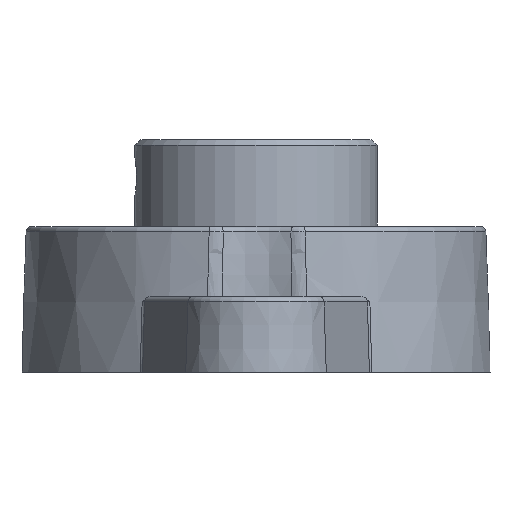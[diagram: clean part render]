
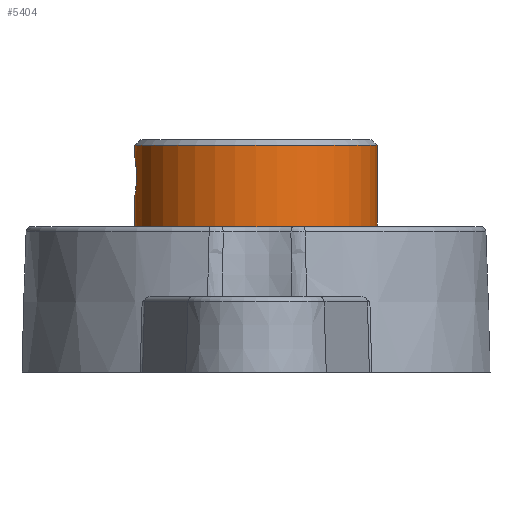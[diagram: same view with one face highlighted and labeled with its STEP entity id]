
A CAD part, left-side view. The second image highlights one B-rep face of the part: STEP entity #5404.
In plain terms, the highlighted cylindrical face has radius 10.9 mm (diameter 21.8 mm), a full revolution.
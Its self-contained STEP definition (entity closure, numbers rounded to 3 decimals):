
#1217=B_SPLINE_CURVE_WITH_KNOTS($,3,(#7487,#7488,#7489,#7490,#7491,#7492,
#7493,#7494,#7495,#7496),.UNSPECIFIED.,.F.,.F.,(4,2,2,2,4),(-0.272,
-0.204,-0.136,-0.068,0.),
 .UNSPECIFIED.);
#1218=B_SPLINE_CURVE_WITH_KNOTS($,3,(#7498,#7499,#7500,#7501,#7502,#7503,
#7504,#7505,#7506,#7507),.UNSPECIFIED.,.F.,.F.,(4,2,2,2,4),(-1.087,
-1.019,-0.951,-0.883,-0.815),
 .UNSPECIFIED.);
#1219=B_SPLINE_CURVE_WITH_KNOTS($,3,(#7509,#7510,#7511,#7512,#7513,#7514,
#7515,#7516,#7517,#7518),.UNSPECIFIED.,.F.,.F.,(4,2,2,2,4),(0.272,
0.34,0.408,0.476,0.544),
 .UNSPECIFIED.);
#1220=B_SPLINE_CURVE_WITH_KNOTS($,3,(#7519,#7520,#7521,#7522,#7523,#7524,
#7525,#7526,#7527,#7528),.UNSPECIFIED.,.F.,.F.,(4,2,2,2,4),(-0.544,
-0.476,-0.408,-0.34,-0.272),
 .UNSPECIFIED.);
#1221=B_SPLINE_CURVE_WITH_KNOTS($,3,(#7533,#7534,#7535,#7536,#7537,#7538,
#7539,#7540,#7541,#7542,#7543,#7544,#7545,#7546,#7547,#7548,#7549,#7550),
 .UNSPECIFIED.,.F.,.F.,(4,2,2,2,2,2,2,2,4),(-1.087,-1.019,
-0.951,-0.883,-0.815,-0.747,
-0.679,-0.611,-0.544),.UNSPECIFIED.);
#1222=B_SPLINE_CURVE_WITH_KNOTS($,3,(#7551,#7552,#7553,#7554,#7555,#7556,
#7557,#7558,#7559,#7560,#7561,#7562,#7563,#7564,#7565,#7566,#7567,#7568),
 .UNSPECIFIED.,.F.,.F.,(4,2,2,2,2,2,2,2,4),(-0.544,-0.476,
-0.408,-0.34,-0.272,-0.204,
-0.136,-0.068,0.),.UNSPECIFIED.);
#1255=CYLINDRICAL_SURFACE($,#5706,10.9);
#1588=FACE_BOUND($,#1654,.T.);
#1589=FACE_BOUND($,#1655,.T.);
#1590=FACE_BOUND($,#1656,.T.);
#1591=FACE_BOUND($,#1657,.T.);
#1654=EDGE_LOOP($,(#3387,#3388,#3389,#3390));
#1655=EDGE_LOOP($,(#3391));
#1656=EDGE_LOOP($,(#3392,#3393));
#1657=EDGE_LOOP($,(#3394));
#2002=CIRCLE($,#5705,10.9);
#2003=CIRCLE($,#5707,10.9);
#2121=VERTEX_POINT($,#7482);
#2122=VERTEX_POINT($,#7485);
#2123=VERTEX_POINT($,#7486);
#2124=VERTEX_POINT($,#7497);
#2125=VERTEX_POINT($,#7508);
#2126=VERTEX_POINT($,#7529);
#2127=VERTEX_POINT($,#7531);
#2128=VERTEX_POINT($,#7532);
#2633=EDGE_CURVE($,#2121,#2121,#2002,.T.);
#2634=EDGE_CURVE($,#2122,#2123,#1217,.T.);
#2635=EDGE_CURVE($,#2123,#2124,#1218,.T.);
#2636=EDGE_CURVE($,#2124,#2125,#1219,.T.);
#2637=EDGE_CURVE($,#2125,#2122,#1220,.T.);
#2638=EDGE_CURVE($,#2126,#2126,#2003,.T.);
#2639=EDGE_CURVE($,#2127,#2128,#1221,.T.);
#2640=EDGE_CURVE($,#2128,#2127,#1222,.T.);
#3387=ORIENTED_EDGE($,*,*,#2634,.T.);
#3388=ORIENTED_EDGE($,*,*,#2635,.T.);
#3389=ORIENTED_EDGE($,*,*,#2636,.T.);
#3390=ORIENTED_EDGE($,*,*,#2637,.T.);
#3391=ORIENTED_EDGE($,*,*,#2638,.F.);
#3392=ORIENTED_EDGE($,*,*,#2639,.T.);
#3393=ORIENTED_EDGE($,*,*,#2640,.T.);
#3394=ORIENTED_EDGE($,*,*,#2633,.T.);
#5404=ADVANCED_FACE($,(#1588,#1589,#1590,#1591),#1255,.T.);
#5705=AXIS2_PLACEMENT_3D($,#7483,#6111,#6112);
#5706=AXIS2_PLACEMENT_3D($,#7484,#6113,#6114);
#5707=AXIS2_PLACEMENT_3D($,#7530,#6115,#6116);
#6111=DIRECTION('center_axis',(0.,0.,-1.));
#6112=DIRECTION('ref_axis',(-1.,0.,0.));
#6113=DIRECTION('center_axis',(0.,0.,-1.));
#6114=DIRECTION('ref_axis',(-1.,0.,0.));
#6115=DIRECTION('center_axis',(0.,0.,-1.));
#6116=DIRECTION('ref_axis',(1.,0.,0.));
#7482=CARTESIAN_POINT('',(-10.9,0.,13.8));
#7483=CARTESIAN_POINT('Origin',(0.,0.,13.8));
#7484=CARTESIAN_POINT('Origin',(0.,0.,14.3));
#7485=CARTESIAN_POINT('',(10.9,0.,9.2));
#7486=CARTESIAN_POINT('',(10.75,-1.8,11.));
#7487=CARTESIAN_POINT('Ctrl Pts',(10.9,0.,9.2));
#7488=CARTESIAN_POINT('Ctrl Pts',(10.9,-0.226,9.2));
#7489=CARTESIAN_POINT('Ctrl Pts',(10.892,-0.468,9.245));
#7490=CARTESIAN_POINT('Ctrl Pts',(10.864,-0.911,9.429));
#7491=CARTESIAN_POINT('Ctrl Pts',(10.844,-1.113,9.568));
#7492=CARTESIAN_POINT('Ctrl Pts',(10.807,-1.432,9.887));
#7493=CARTESIAN_POINT('Ctrl Pts',(10.787,-1.571,10.089));
#7494=CARTESIAN_POINT('Ctrl Pts',(10.758,-1.755,10.532));
#7495=CARTESIAN_POINT('Ctrl Pts',(10.75,-1.8,10.774));
#7496=CARTESIAN_POINT('Ctrl Pts',(10.75,-1.8,11.));
#7497=CARTESIAN_POINT('',(10.9,0.,12.8));
#7498=CARTESIAN_POINT('Ctrl Pts',(10.75,-1.8,11.));
#7499=CARTESIAN_POINT('Ctrl Pts',(10.75,-1.8,11.226));
#7500=CARTESIAN_POINT('Ctrl Pts',(10.758,-1.755,11.468));
#7501=CARTESIAN_POINT('Ctrl Pts',(10.787,-1.571,11.911));
#7502=CARTESIAN_POINT('Ctrl Pts',(10.807,-1.432,12.113));
#7503=CARTESIAN_POINT('Ctrl Pts',(10.844,-1.113,12.432));
#7504=CARTESIAN_POINT('Ctrl Pts',(10.864,-0.911,12.571));
#7505=CARTESIAN_POINT('Ctrl Pts',(10.892,-0.468,12.755));
#7506=CARTESIAN_POINT('Ctrl Pts',(10.9,-0.226,12.8));
#7507=CARTESIAN_POINT('Ctrl Pts',(10.9,0.,12.8));
#7508=CARTESIAN_POINT('',(10.75,1.8,11.));
#7509=CARTESIAN_POINT('Ctrl Pts',(10.9,0.,12.8));
#7510=CARTESIAN_POINT('Ctrl Pts',(10.9,0.226,12.8));
#7511=CARTESIAN_POINT('Ctrl Pts',(10.892,0.468,12.755));
#7512=CARTESIAN_POINT('Ctrl Pts',(10.864,0.911,12.571));
#7513=CARTESIAN_POINT('Ctrl Pts',(10.844,1.113,12.432));
#7514=CARTESIAN_POINT('Ctrl Pts',(10.807,1.432,12.113));
#7515=CARTESIAN_POINT('Ctrl Pts',(10.787,1.571,11.911));
#7516=CARTESIAN_POINT('Ctrl Pts',(10.758,1.755,11.468));
#7517=CARTESIAN_POINT('Ctrl Pts',(10.75,1.8,11.226));
#7518=CARTESIAN_POINT('Ctrl Pts',(10.75,1.8,11.));
#7519=CARTESIAN_POINT('Ctrl Pts',(10.75,1.8,11.));
#7520=CARTESIAN_POINT('Ctrl Pts',(10.75,1.8,10.774));
#7521=CARTESIAN_POINT('Ctrl Pts',(10.758,1.755,10.532));
#7522=CARTESIAN_POINT('Ctrl Pts',(10.787,1.571,10.089));
#7523=CARTESIAN_POINT('Ctrl Pts',(10.807,1.432,9.887));
#7524=CARTESIAN_POINT('Ctrl Pts',(10.844,1.113,9.568));
#7525=CARTESIAN_POINT('Ctrl Pts',(10.864,0.911,9.429));
#7526=CARTESIAN_POINT('Ctrl Pts',(10.892,0.468,9.245));
#7527=CARTESIAN_POINT('Ctrl Pts',(10.9,0.226,9.2));
#7528=CARTESIAN_POINT('Ctrl Pts',(10.9,0.,9.2));
#7529=CARTESIAN_POINT('',(10.9,0.,6.));
#7530=CARTESIAN_POINT('Origin',(0.,0.,6.));
#7531=CARTESIAN_POINT('',(1.8,10.75,11.));
#7532=CARTESIAN_POINT('',(-1.8,10.75,11.));
#7533=CARTESIAN_POINT('Ctrl Pts',(1.8,10.75,11.));
#7534=CARTESIAN_POINT('Ctrl Pts',(1.8,10.75,11.226));
#7535=CARTESIAN_POINT('Ctrl Pts',(1.755,10.758,11.468));
#7536=CARTESIAN_POINT('Ctrl Pts',(1.571,10.787,11.911));
#7537=CARTESIAN_POINT('Ctrl Pts',(1.432,10.807,12.113));
#7538=CARTESIAN_POINT('Ctrl Pts',(1.113,10.844,12.432));
#7539=CARTESIAN_POINT('Ctrl Pts',(0.911,10.864,12.571));
#7540=CARTESIAN_POINT('Ctrl Pts',(0.468,10.892,12.755));
#7541=CARTESIAN_POINT('Ctrl Pts',(0.226,10.9,12.8));
#7542=CARTESIAN_POINT('Ctrl Pts',(-0.226,10.9,12.8));
#7543=CARTESIAN_POINT('Ctrl Pts',(-0.468,10.892,12.755));
#7544=CARTESIAN_POINT('Ctrl Pts',(-0.911,10.864,12.571));
#7545=CARTESIAN_POINT('Ctrl Pts',(-1.113,10.844,12.432));
#7546=CARTESIAN_POINT('Ctrl Pts',(-1.432,10.807,12.113));
#7547=CARTESIAN_POINT('Ctrl Pts',(-1.571,10.787,11.911));
#7548=CARTESIAN_POINT('Ctrl Pts',(-1.755,10.758,11.468));
#7549=CARTESIAN_POINT('Ctrl Pts',(-1.8,10.75,11.226));
#7550=CARTESIAN_POINT('Ctrl Pts',(-1.8,10.75,11.));
#7551=CARTESIAN_POINT('Ctrl Pts',(-1.8,10.75,11.));
#7552=CARTESIAN_POINT('Ctrl Pts',(-1.8,10.75,10.774));
#7553=CARTESIAN_POINT('Ctrl Pts',(-1.755,10.758,10.532));
#7554=CARTESIAN_POINT('Ctrl Pts',(-1.571,10.787,10.089));
#7555=CARTESIAN_POINT('Ctrl Pts',(-1.432,10.807,9.887));
#7556=CARTESIAN_POINT('Ctrl Pts',(-1.113,10.844,9.568));
#7557=CARTESIAN_POINT('Ctrl Pts',(-0.911,10.864,9.429));
#7558=CARTESIAN_POINT('Ctrl Pts',(-0.468,10.892,9.245));
#7559=CARTESIAN_POINT('Ctrl Pts',(-0.226,10.9,9.2));
#7560=CARTESIAN_POINT('Ctrl Pts',(0.226,10.9,9.2));
#7561=CARTESIAN_POINT('Ctrl Pts',(0.468,10.892,9.245));
#7562=CARTESIAN_POINT('Ctrl Pts',(0.911,10.864,9.429));
#7563=CARTESIAN_POINT('Ctrl Pts',(1.113,10.844,9.568));
#7564=CARTESIAN_POINT('Ctrl Pts',(1.432,10.807,9.887));
#7565=CARTESIAN_POINT('Ctrl Pts',(1.571,10.787,10.089));
#7566=CARTESIAN_POINT('Ctrl Pts',(1.755,10.758,10.532));
#7567=CARTESIAN_POINT('Ctrl Pts',(1.8,10.75,10.774));
#7568=CARTESIAN_POINT('Ctrl Pts',(1.8,10.75,11.));
